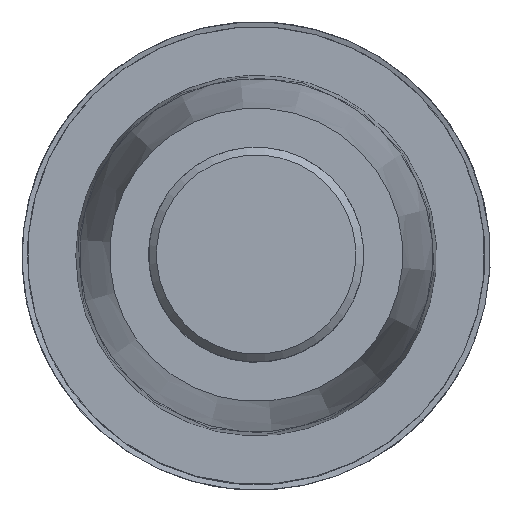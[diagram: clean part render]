
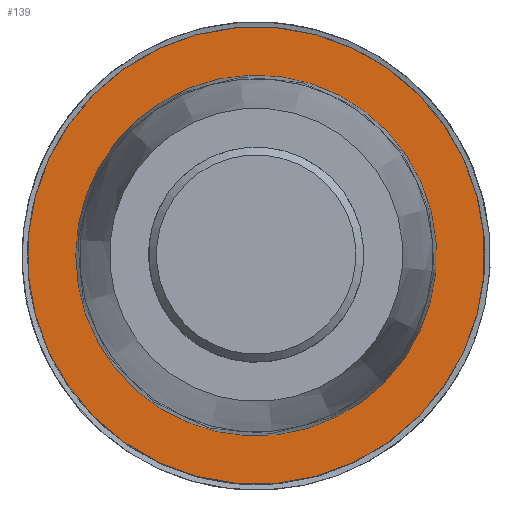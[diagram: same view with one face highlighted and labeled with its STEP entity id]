
A CAD part, top view. The second image highlights one B-rep face of the part: STEP entity #139.
In plain terms, the highlighted planar face has unit normal (0, 0, 1).
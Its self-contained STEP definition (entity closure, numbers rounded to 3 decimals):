
#128=PLANE('',#585);
#139=ADVANCED_FACE('',(#217,#218),#128,.F.);
#217=FACE_BOUND('',#255,.T.);
#218=FACE_BOUND('',#256,.T.);
#255=EDGE_LOOP('',(#319));
#256=EDGE_LOOP('',(#320));
#319=ORIENTED_EDGE('',*,*,#440,.T.);
#320=ORIENTED_EDGE('',*,*,#439,.F.);
#404=VERTEX_POINT('',#935);
#405=VERTEX_POINT('',#938);
#439=EDGE_CURVE('',#404,#404,#470,.T.);
#440=EDGE_CURVE('',#405,#405,#471,.T.);
#470=CIRCLE('',#582,5.85);
#471=CIRCLE('',#584,4.615);
#582=AXIS2_PLACEMENT_3D('',#934,#653,#654);
#584=AXIS2_PLACEMENT_3D('',#937,#657,#658);
#585=AXIS2_PLACEMENT_3D('',#939,#659,#660);
#653=DIRECTION('',(0.,0.,-1.));
#654=DIRECTION('',(0.906,-0.423,0.));
#657=DIRECTION('',(0.,0.,-1.));
#658=DIRECTION('',(-1.,0.,0.));
#659=DIRECTION('',(0.,0.,-1.));
#660=DIRECTION('',(0.906,-0.423,0.));
#934=CARTESIAN_POINT('',(0.,0.,0.));
#935=CARTESIAN_POINT('',(5.302,-2.472,0.));
#937=CARTESIAN_POINT('',(0.,0.,0.));
#938=CARTESIAN_POINT('',(-4.615,0.,0.));
#939=CARTESIAN_POINT('',(4.183,-1.95,0.));
